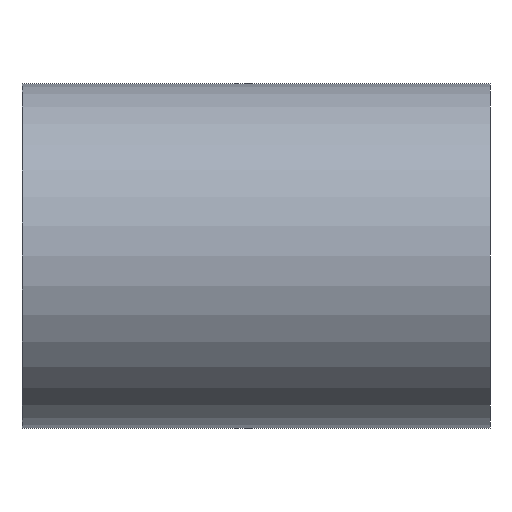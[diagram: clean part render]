
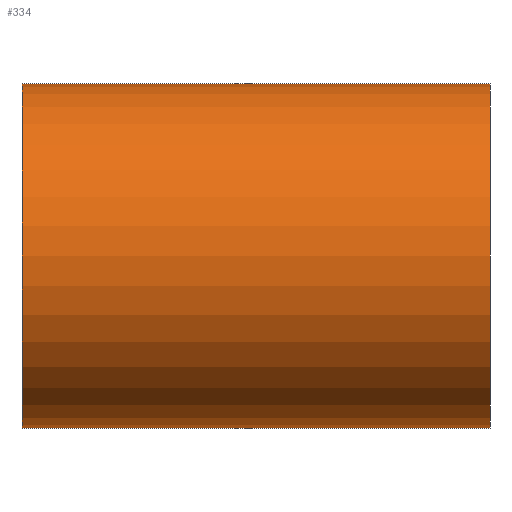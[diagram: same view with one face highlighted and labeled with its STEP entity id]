
A CAD part, front view. The second image highlights one B-rep face of the part: STEP entity #334.
In plain terms, the highlighted cylindrical face has radius 50.038 mm (diameter 100.076 mm), a partial arc.
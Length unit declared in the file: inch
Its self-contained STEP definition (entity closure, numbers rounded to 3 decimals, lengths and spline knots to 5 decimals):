
#2 = AXIS2_PLACEMENT_3D ( 'NONE', #548, #547, #546 ) ;
#52 = AXIS2_PLACEMENT_3D ( 'NONE', #159, #537, #529 ) ;
#73 = AXIS2_PLACEMENT_3D ( 'NONE', #533, #534, #477 ) ;
#100 = FACE_OUTER_BOUND ( 'NONE', #380, .T. ) ;
#105 = VECTOR ( 'NONE', #543, 39.37008 ) ;
#108 = CIRCLE ( 'NONE', #52, 1.97 ) ;
#112 = LINE ( 'NONE', #550, #105 ) ;
#114 = CIRCLE ( 'NONE', #2, 1.97 ) ;
#124 = LINE ( 'NONE', #146, #130 ) ;
#130 = VECTOR ( 'NONE', #148, 39.37008 ) ;
#146 = CARTESIAN_POINT ( 'NONE',  ( -2.68, 0., 1.97 ) ) ;
#148 = DIRECTION ( 'NONE',  ( -1., 0., 0. ) ) ;
#159 = CARTESIAN_POINT ( 'NONE',  ( 2.68, 0., 0. ) ) ;
#236 = EDGE_CURVE ( 'NONE', #745, #746, #114, .T. ) ;
#237 = EDGE_CURVE ( 'NONE', #739, #745, #112, .T. ) ;
#250 = EDGE_CURVE ( 'NONE', #718, #746, #124, .T. ) ;
#258 = EDGE_CURVE ( 'NONE', #739, #718, #108, .T. ) ;
#293 = CYLINDRICAL_SURFACE ( 'NONE', #73, 1.97 ) ;
#334 = ADVANCED_FACE ( 'NONE', ( #100 ), #293, .T. ) ;
#340 = ORIENTED_EDGE ( 'NONE', *, *, #250, .T. ) ;
#365 = ORIENTED_EDGE ( 'NONE', *, *, #258, .T. ) ;
#380 = EDGE_LOOP ( 'NONE', ( #833, #365, #340, #382 ) ) ;
#382 = ORIENTED_EDGE ( 'NONE', *, *, #236, .F. ) ;
#420 = CARTESIAN_POINT ( 'NONE',  ( -2.68, 0., 1.97 ) ) ;
#423 = CARTESIAN_POINT ( 'NONE',  ( -2.68, 0., -1.97 ) ) ;
#428 = CARTESIAN_POINT ( 'NONE',  ( 2.68, 0., -1.97 ) ) ;
#449 = CARTESIAN_POINT ( 'NONE',  ( 2.68, 0., 1.97 ) ) ;
#477 = DIRECTION ( 'NONE',  ( 0., 0., 1. ) ) ;
#529 = DIRECTION ( 'NONE',  ( 0., 0., 1. ) ) ;
#533 = CARTESIAN_POINT ( 'NONE',  ( -2.68, 0., 0. ) ) ;
#534 = DIRECTION ( 'NONE',  ( -1., 0., 0. ) ) ;
#537 = DIRECTION ( 'NONE',  ( -1., 0., 0. ) ) ;
#543 = DIRECTION ( 'NONE',  ( -1., 0., 0. ) ) ;
#546 = DIRECTION ( 'NONE',  ( 0., 0., 1. ) ) ;
#547 = DIRECTION ( 'NONE',  ( -1., 0., 0. ) ) ;
#548 = CARTESIAN_POINT ( 'NONE',  ( -2.68, 0., 0. ) ) ;
#550 = CARTESIAN_POINT ( 'NONE',  ( -2.68, 0., -1.97 ) ) ;
#718 = VERTEX_POINT ( 'NONE', #449 ) ;
#739 = VERTEX_POINT ( 'NONE', #428 ) ;
#745 = VERTEX_POINT ( 'NONE', #423 ) ;
#746 = VERTEX_POINT ( 'NONE', #420 ) ;
#833 = ORIENTED_EDGE ( 'NONE', *, *, #237, .F. ) ;
